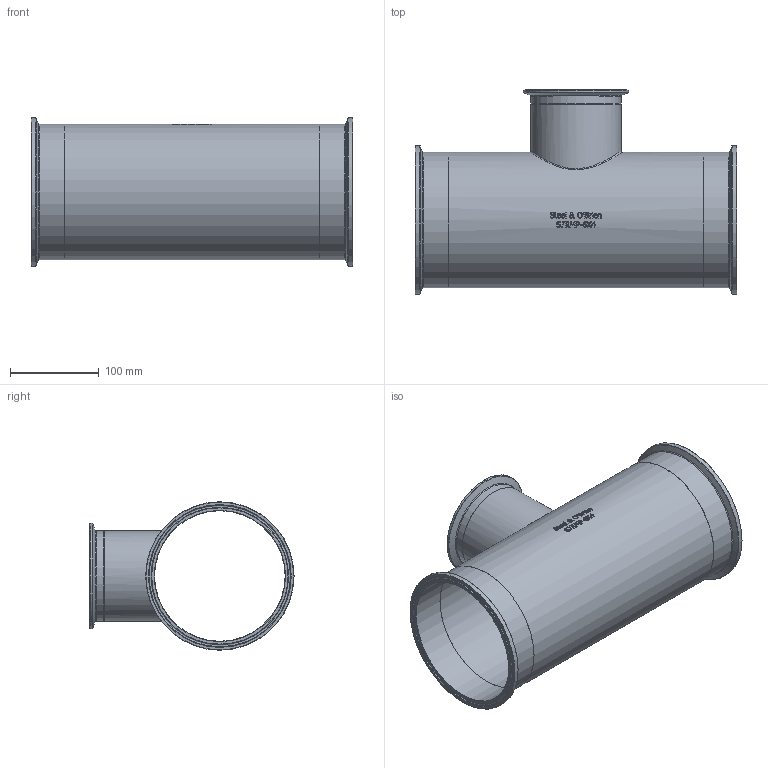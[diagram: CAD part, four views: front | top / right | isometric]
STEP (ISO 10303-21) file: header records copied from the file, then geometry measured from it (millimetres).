
FILE_DESCRIPTION(/* description */ (''),/* implementation_level */ '2;1');
FILE_NAME(/* name */ 'S7RMP-6X4.stp',/* time_stamp */ '2018-11-29T15:53:05-05:00',/* author */ ('ken'),/* organization */ (''),/* preprocessor_version */ 'ST-DEVELOPER v15.2',/* originating_system */ 'Autodesk Inventor 2014',/* authorisation */ '');
FILE_SCHEMA (('AUTOMOTIVE_DESIGN { 1 0 10303 214 3 1 1 }'));
Length unit declared in the file: inch
Products named in the file (1): S7RMP-6X4
Bounding box: 361.95 x 229.49 x 166.88 mm (x, y, z)
Volume: 549719.8 mm3; surface area: 397459.1 mm2
Topology: 1 solids, 1 shells, 421 faces, 1090 edges, 715 vertices
Faces by surface type: bspline 170, plane 167, cylinder 48, torus 27, cone 9
Full cylindrical faces by diameter (mm): 97.384 x1, 98.298 x1, 101.6 x2, 118.923 x1, 146.863 x3, 152.4 x3, 166.878 x2
Entity records: 15854 total; most frequent: CARTESIAN_POINT 6636, ORIENTED_EDGE 2072, DIRECTION 1424, EDGE_CURVE 1036, VERTEX_POINT 711, EDGE_LOOP 519, AXIS2_PLACEMENT_3D 477, LINE 470
